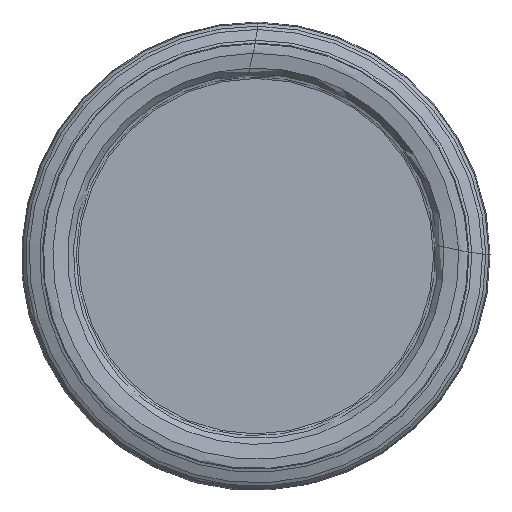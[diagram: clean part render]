
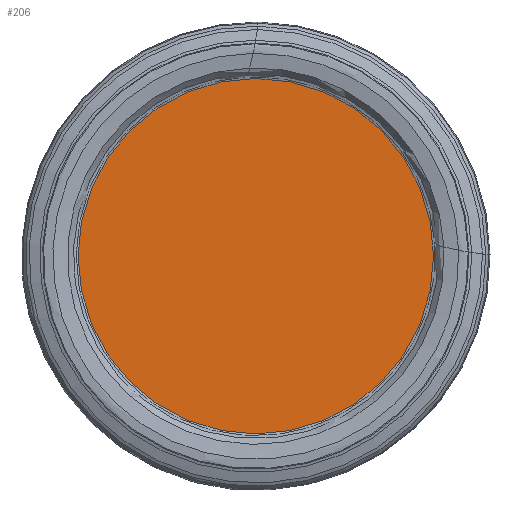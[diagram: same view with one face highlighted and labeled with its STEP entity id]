
A CAD part, left-side view. The second image highlights one B-rep face of the part: STEP entity #206.
In plain terms, the highlighted planar face has unit normal (-1, 0, 0).
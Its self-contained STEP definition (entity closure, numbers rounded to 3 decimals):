
#32=PLANE('',#908);
#206=ADVANCED_FACE('',(#298),#32,.F.);
#298=FACE_OUTER_BOUND('',#368,.T.);
#368=EDGE_LOOP('',(#574));
#574=ORIENTED_EDGE('',*,*,#739,.T.);
#636=VERTEX_POINT('',#2022);
#739=EDGE_CURVE('',#636,#636,#818,.T.);
#818=CIRCLE('',#906,19.);
#906=AXIS2_PLACEMENT_3D('',#2021,#1111,#1112);
#908=AXIS2_PLACEMENT_3D('',#2024,#1115,#1116);
#1111=DIRECTION('',(-1.,0.,0.));
#1112=DIRECTION('',(0.,0.,1.));
#1115=DIRECTION('',(1.,0.,0.));
#1116=DIRECTION('',(0.,0.,-1.));
#2021=CARTESIAN_POINT('',(1.2,0.,0.));
#2022=CARTESIAN_POINT('',(1.2,0.,19.));
#2024=CARTESIAN_POINT('',(1.2,0.,0.));
